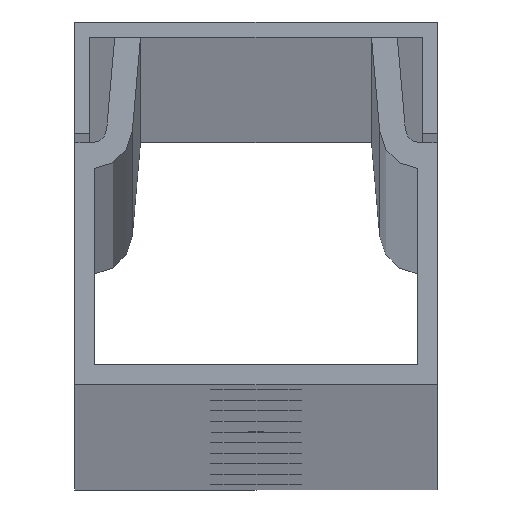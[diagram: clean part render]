
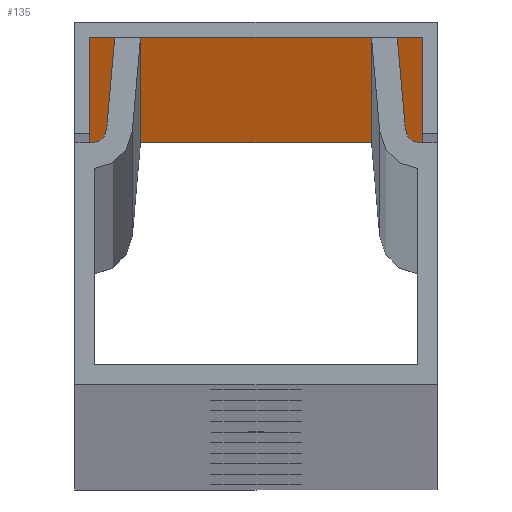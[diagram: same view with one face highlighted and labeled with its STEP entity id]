
A CAD part, top view. The second image highlights one B-rep face of the part: STEP entity #135.
In plain terms, the highlighted planar face has unit normal (0, -1, 0).
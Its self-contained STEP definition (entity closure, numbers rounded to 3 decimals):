
#24 = CARTESIAN_POINT ( 'NONE',  ( 5.5, 11.5, -1000. ) ) ;
#39 = FACE_OUTER_BOUND ( 'NONE', #836, .T. ) ;
#48 = CARTESIAN_POINT ( 'NONE',  ( -5.5, 11.5, -1000. ) ) ;
#54 = LINE ( 'NONE', #1149, #752 ) ;
#112 = CARTESIAN_POINT ( 'NONE',  ( 3.823, 11.5, -1000. ) ) ;
#131 = VECTOR ( 'NONE', #1035, 1000. ) ;
#135 = ADVANCED_FACE ( 'NONE', ( #39 ), #1058, .T. ) ;
#142 = ORIENTED_EDGE ( 'NONE', *, *, #554, .T. ) ;
#287 = ORIENTED_EDGE ( 'NONE', *, *, #899, .T. ) ;
#302 = LINE ( 'NONE', #24, #1219 ) ;
#356 = CARTESIAN_POINT ( 'NONE',  ( -5.5, 11.5, 1000. ) ) ;
#431 = LINE ( 'NONE', #1378, #619 ) ;
#539 = DIRECTION ( 'NONE',  ( 0., 0., 1. ) ) ;
#541 = CARTESIAN_POINT ( 'NONE',  ( 5.5, 11.5, 1000. ) ) ;
#549 = CARTESIAN_POINT ( 'NONE',  ( 5.5, 11.5, -1000. ) ) ;
#550 = VERTEX_POINT ( 'NONE', #549 ) ;
#554 = EDGE_CURVE ( 'NONE', #1134, #550, #1148, .T. ) ;
#619 = VECTOR ( 'NONE', #1597, 1000. ) ;
#659 = DIRECTION ( 'NONE',  ( 0., 0., -1. ) ) ;
#752 = VECTOR ( 'NONE', #539, 1000. ) ;
#836 = EDGE_LOOP ( 'NONE', ( #142, #287, #1525, #1483 ) ) ;
#889 = VERTEX_POINT ( 'NONE', #541 ) ;
#899 = EDGE_CURVE ( 'NONE', #550, #889, #302, .T. ) ;
#1035 = DIRECTION ( 'NONE',  ( 1., 0., 0. ) ) ;
#1058 = PLANE ( 'NONE',  #1609 ) ;
#1134 = VERTEX_POINT ( 'NONE', #48 ) ;
#1144 = DIRECTION ( 'NONE',  ( 0., 0., 1. ) ) ;
#1148 = LINE ( 'NONE', #1183, #131 ) ;
#1149 = CARTESIAN_POINT ( 'NONE',  ( -5.5, 11.5, -1000. ) ) ;
#1183 = CARTESIAN_POINT ( 'NONE',  ( 2.97, 11.5, -1000. ) ) ;
#1192 = VERTEX_POINT ( 'NONE', #356 ) ;
#1219 = VECTOR ( 'NONE', #1144, 1000. ) ;
#1339 = EDGE_CURVE ( 'NONE', #1134, #1192, #54, .T. ) ;
#1378 = CARTESIAN_POINT ( 'NONE',  ( 5.2, 11.5, 1000. ) ) ;
#1483 = ORIENTED_EDGE ( 'NONE', *, *, #1339, .F. ) ;
#1525 = ORIENTED_EDGE ( 'NONE', *, *, #1715, .F. ) ;
#1597 = DIRECTION ( 'NONE',  ( 1., 0., 0. ) ) ;
#1609 = AXIS2_PLACEMENT_3D ( 'NONE', #112, #1704, #659 ) ;
#1704 = DIRECTION ( 'NONE',  ( 0., -1., 0. ) ) ;
#1715 = EDGE_CURVE ( 'NONE', #1192, #889, #431, .T. ) ;
